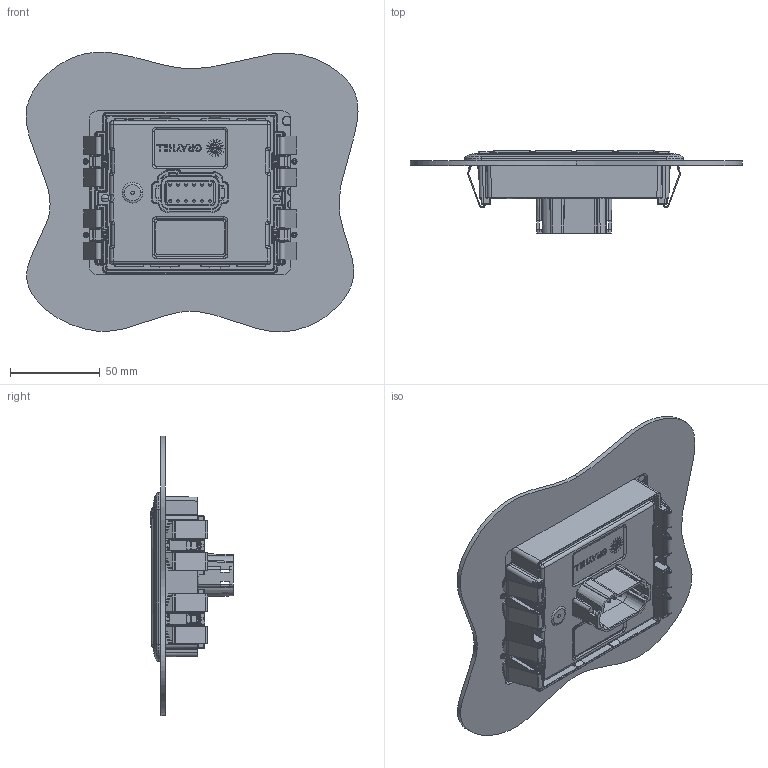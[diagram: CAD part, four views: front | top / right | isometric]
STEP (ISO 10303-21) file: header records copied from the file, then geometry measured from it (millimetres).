
FILE_DESCRIPTION((''),'2;1');
FILE_NAME('3D35XX-XXX_1_ASM','2023-12-04T',('smaupin'),(''),'PRO/ENGINEER BY PARAMETRIC TECHNOLOGY CORPORATION, 2016100','PRO/ENGINEER BY PARAMETRIC TECHNOLOGY CORPORATION, 2016100','');
FILE_SCHEMA(('AP203_CONFIGURATION_CONTROLLED_3D_DESIGN_OF_MECHANICAL_PARTS_AND_ASSEMBLIES_MIM_LF { 1 0 10303 403 2 1 2 }'));
Products named in the file (3): 3D35XX-XXX_1_SW01; 3D35_PANEL; 3D35XX-XXX_1_ASM
Assembly tree (2 placements, depth 2):
  3D35XX-XXX_1_ASM
    3D35XX-XXX_1_SW01
    3D35_PANEL
Bounding box: 184.96 x 45.88 x 155.73 mm (x, y, z)
Volume: 184231.2 mm3; surface area: 137494.8 mm2
Topology: 2 solids, 14 shells, 4445 faces, 11035 edges, 6618 vertices
Faces by surface type: plane 1755, cylinder 1483, bspline 583, sphere 357, torus 118, cone 89, extrusion 54, revolution 6
Entity records: 197247 total; most frequent: CARTESIAN_POINT 70344, ORIENTED_EDGE 21930, DIRECTION 19915, EDGE_CURVE 10965, AXIS2_PLACEMENT_3D 6883, VERTEX_POINT 6618, VECTOR 6143, LINE 6089
